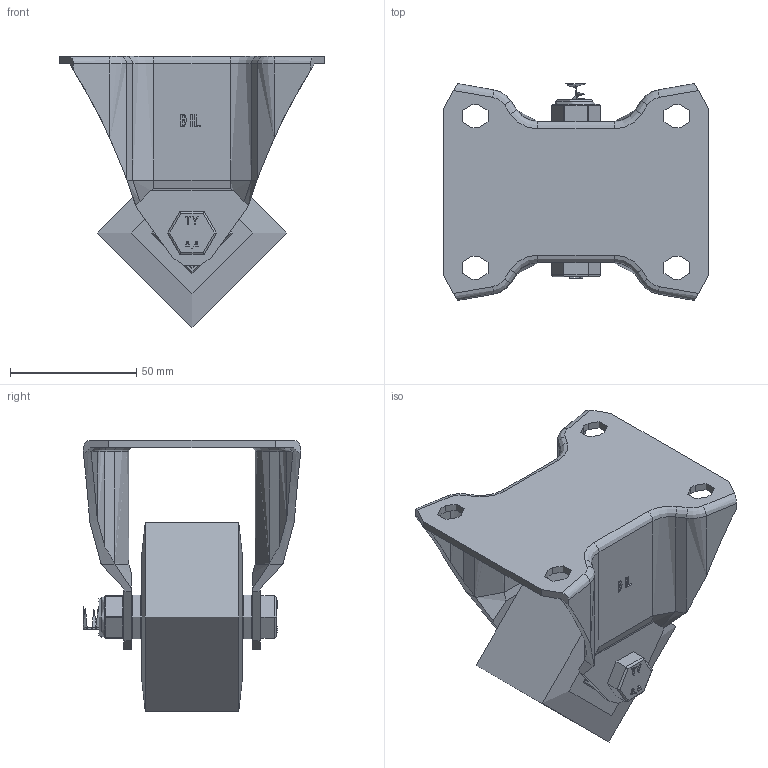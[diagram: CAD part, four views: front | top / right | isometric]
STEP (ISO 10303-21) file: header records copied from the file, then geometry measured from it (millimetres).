
FILE_DESCRIPTION(/* description */ (''),/* implementation_level */ '2;1');
FILE_NAME(/* name */ 'BZHDF75PTBJ.step',/* time_stamp */ '2025-06-13T14:09:34+01:00',/* author */ (''),/* organization */ (''),/* preprocessor_version */ 'ST-DEVELOPER v20.1',/* originating_system */ 'Autodesk Translation Framework v14.10.0.0',/* authorisation */ '');
FILE_SCHEMA (('AUTOMOTIVE_DESIGN { 1 0 10303 214 3 1 1 }'));
Length unit declared in the file: millimetre
Products named in the file (28): BZHDF75PTBJ; BZH75WPTBJM15 v1; POLYURETHANE TYRE; CAST IRON RIM; BEARING6002; Pattern; BEARING6002 (1); Pattern (1); Component1; METAL; METAL2; MIDDLE; RUBBER; BEARING SPACER; BZHF80AS - 48 v1; BZHF80AS v1 (1); BZHF80AS (1); ZINC PLATED, PRESSED STEEL BRACKET (1); TH15X4X10 v1; ZINC PLATED HEADED SPACER; TH15X4X10 v1 (1); ZINC PLATED HEADED SPACER (1); HEXBOLTM10X70Z8.8 v2; GRADE 8.8 THREADED ZINC PLATED BOLT; NYLOCM10Z v1; NYLOC NUT; RUBBER (1); NUT
Assembly tree (50 placements, depth 5):
  BZHDF75PTBJ
    BZH75WPTBJM15 v1
      POLYURETHANE TYRE
      CAST IRON RIM
      BEARING6002
        METAL
        METAL2
        Pattern
          Component1  x9
        MIDDLE
        RUBBER  x2
      BEARING6002 (1)
        Pattern (1)
          Component1  x9
        METAL
        METAL2
        MIDDLE
        RUBBER  x2
      BEARING SPACER
    BZHF80AS - 48 v1
      BZHF80AS v1 (1)
        BZHF80AS (1)
        ZINC PLATED, PRESSED STEEL BRACKET (1)
    TH15X4X10 v1
      ZINC PLATED HEADED SPACER
    TH15X4X10 v1 (1)
      ZINC PLATED HEADED SPACER (1)
    HEXBOLTM10X70Z8.8 v2
      GRADE 8.8 THREADED ZINC PLATED BOLT
    NYLOCM10Z v1
      NYLOC NUT
        RUBBER (1)
        NUT
Bounding box: 105 x 86 x 107.5 mm (x, y, z)
Volume: 217101.9 mm3; surface area: 93171.3 mm2
Topology: 37 solids, 37 shells, 1139 faces, 2878 edges, 1865 vertices
Faces by surface type: bspline 412, plane 394, cylinder 208, sphere 66, cone 32, torus 27
Full cylindrical faces by diameter (mm): 8.141 x18, 9.85 x19, 10 x3, 10.2 x2, 10.5 x2, 12 x2, 14.8 x2, 15 x3, 16 x2, 18 x1, 19 x2, 20 x6, 20.5 x4, 21.5 x4, 26.8 x4, 28 x3, 28.2 x8, 32 x4, 48 x2, 75 x1
Entity records: 26840 total; most frequent: CARTESIAN_POINT 12011, ORIENTED_EDGE 3078, DIRECTION 2625, EDGE_CURVE 1539, VERTEX_POINT 985, AXIS2_PLACEMENT_3D 977, EDGE_LOOP 719, LINE 671
